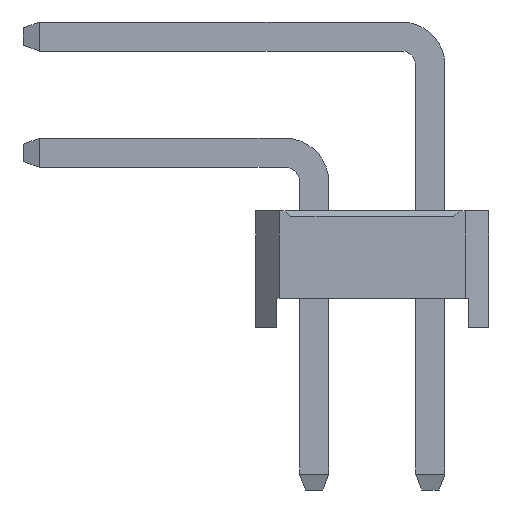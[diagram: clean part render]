
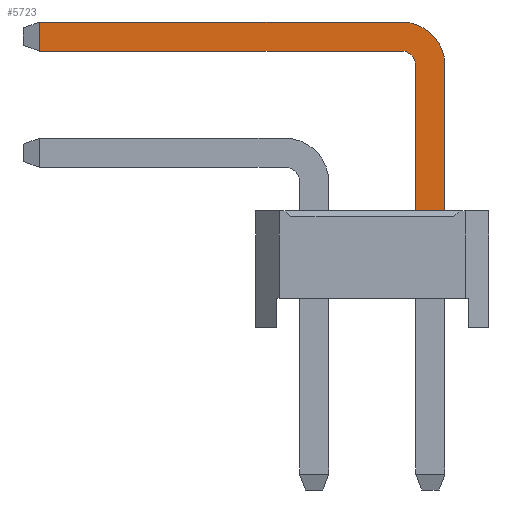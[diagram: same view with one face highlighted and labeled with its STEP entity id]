
A CAD part, left-side view. The second image highlights one B-rep face of the part: STEP entity #5723.
In plain terms, the highlighted planar face has unit normal (-1, 0, 0).
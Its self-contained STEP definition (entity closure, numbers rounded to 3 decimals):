
#5723=ADVANCED_FACE('',(#25263),#25265,.T.);
#25263=FACE_BOUND('',#25264,.T.);
#25264=EDGE_LOOP('',(#41081,#41082,#41083,#41084,#41085,#41086,#41087,#41088));
#25265=PLANE('',#25266);
#25266=AXIS2_PLACEMENT_3D('',#25267,#25268,#25269);
#25267=CARTESIAN_POINT('',(-0.25,-1.75,-2.8));
#25268=DIRECTION('',(-1.,0.,0.));
#25269=DIRECTION('',(0.,-1.,0.));
#41081=ORIENTED_EDGE('',*,*,#50826,.F.);
#41082=ORIENTED_EDGE('',*,*,#50827,.F.);
#41083=ORIENTED_EDGE('',*,*,#50828,.F.);
#41084=ORIENTED_EDGE('',*,*,#50829,.F.);
#41085=ORIENTED_EDGE('',*,*,#48391,.T.);
#41086=ORIENTED_EDGE('',*,*,#50825,.T.);
#41087=ORIENTED_EDGE('',*,*,#50830,.T.);
#41088=ORIENTED_EDGE('',*,*,#50831,.T.);
#48391=EDGE_CURVE('',#54462,#54460,#54463,.T.);
#50825=EDGE_CURVE('',#54460,#58642,#58644,.T.);
#50826=EDGE_CURVE('',#58645,#58646,#58647,.T.);
#50827=EDGE_CURVE('',#58648,#58645,#58649,.T.);
#50828=EDGE_CURVE('',#58650,#58648,#58651,.T.);
#50829=EDGE_CURVE('',#54462,#58650,#58652,.T.);
#50830=EDGE_CURVE('',#58642,#58653,#58654,.T.);
#50831=EDGE_CURVE('',#58653,#58646,#58655,.T.);
#54460=VERTEX_POINT('',#64526);
#54462=VERTEX_POINT('',#64530);
#54463=LINE('',#64531,#64532);
#58642=VERTEX_POINT('',#73730);
#58644=LINE('',#73734,#73735);
#58645=VERTEX_POINT('',#73737);
#58646=VERTEX_POINT('',#73738);
#58647=LINE('',#73739,#73740);
#58648=VERTEX_POINT('',#73742);
#58649=LINE('',#73743,#73744);
#58650=VERTEX_POINT('',#73746);
#58651=CIRCLE('',#73747,0.25);
#58652=LINE('',#73751,#73752);
#58653=VERTEX_POINT('',#73754);
#58654=CIRCLE('',#73755,0.75);
#58655=LINE('',#73759,#73760);
#64526=CARTESIAN_POINT('',(-0.25,-2.25,2.));
#64530=CARTESIAN_POINT('',(-0.25,-1.75,2.));
#64531=CARTESIAN_POINT('',(-0.25,-1.75,2.));
#64532=VECTOR('',#64533,1.);
#64533=DIRECTION('',(0.,-1.,0.));
#73730=CARTESIAN_POINT('',(-0.25,-2.25,4.5));
#73734=CARTESIAN_POINT('',(-0.25,-2.25,2.));
#73735=VECTOR('',#73736,1.);
#73736=DIRECTION('',(0.,0.,1.));
#73737=CARTESIAN_POINT('',(-0.25,4.725,4.75));
#73738=CARTESIAN_POINT('',(-0.25,4.725,5.25));
#73739=CARTESIAN_POINT('',(-0.25,4.725,4.75));
#73740=VECTOR('',#73741,1.);
#73741=DIRECTION('',(0.,0.,1.));
#73742=CARTESIAN_POINT('',(-0.25,-1.5,4.75));
#73743=CARTESIAN_POINT('',(-0.25,-1.5,4.75));
#73744=VECTOR('',#73745,1.);
#73745=DIRECTION('',(0.,1.,0.));
#73746=CARTESIAN_POINT('',(-0.25,-1.75,4.5));
#73747=AXIS2_PLACEMENT_3D('',#73748,#73749,#73750);
#73748=CARTESIAN_POINT('',(-0.25,-1.5,4.5));
#73749=DIRECTION('',(-1.,-0.,0.));
#73750=DIRECTION('',(0.,-1.,0.));
#73751=CARTESIAN_POINT('',(-0.25,-1.75,2.));
#73752=VECTOR('',#73753,1.);
#73753=DIRECTION('',(0.,0.,1.));
#73754=CARTESIAN_POINT('',(-0.25,-1.5,5.25));
#73755=AXIS2_PLACEMENT_3D('',#73756,#73757,#73758);
#73756=CARTESIAN_POINT('',(-0.25,-1.5,4.5));
#73757=DIRECTION('',(-1.,-0.,0.));
#73758=DIRECTION('',(0.,-1.,0.));
#73759=CARTESIAN_POINT('',(-0.25,-1.5,5.25));
#73760=VECTOR('',#73761,1.);
#73761=DIRECTION('',(0.,1.,0.));
